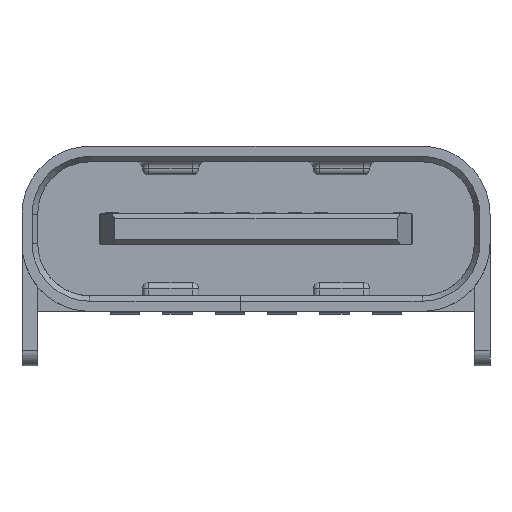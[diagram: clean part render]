
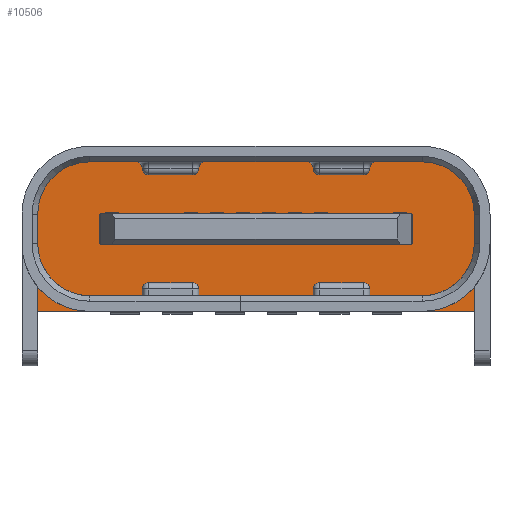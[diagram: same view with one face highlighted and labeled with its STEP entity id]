
A CAD part, front view. The second image highlights one B-rep face of the part: STEP entity #10506.
In plain terms, the highlighted planar face has unit normal (0, -1, 0).
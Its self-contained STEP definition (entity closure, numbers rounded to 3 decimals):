
#125 = CARTESIAN_POINT ( 'NONE',  ( 0.3, 5.81, 0. ) ) ;
#172 = CARTESIAN_POINT ( 'NONE',  ( 0.3, 5.81, 0. ) ) ;
#421 = LINE ( 'NONE', #4211, #8918 ) ;
#588 = AXIS2_PLACEMENT_3D ( 'NONE', #3364, #9106, #4195 ) ;
#665 = CARTESIAN_POINT ( 'NONE',  ( 1.495, 5.81, 1.88 ) ) ;
#741 = VECTOR ( 'NONE', #2989, 1000. ) ;
#763 = CARTESIAN_POINT ( 'NONE',  ( 1.495, 5.81, 1.28 ) ) ;
#820 = ORIENTED_EDGE ( 'NONE', *, *, #4767, .T. ) ;
#833 = ORIENTED_EDGE ( 'NONE', *, *, #6836, .F. ) ;
#860 = EDGE_LOOP ( 'NONE', ( #820, #6538, #8638, #833, #4014, #863 ) ) ;
#863 = ORIENTED_EDGE ( 'NONE', *, *, #3292, .F. ) ;
#1058 = AXIS2_PLACEMENT_3D ( 'NONE', #2727, #8481, #3543 ) ;
#1063 = PLANE ( 'NONE',  #1058 ) ;
#1084 = VERTEX_POINT ( 'NONE', #3947 ) ;
#1149 = LINE ( 'NONE', #5168, #3075 ) ;
#1183 = VERTEX_POINT ( 'NONE', #10644 ) ;
#1228 = VECTOR ( 'NONE', #4313, 1000. ) ;
#1436 = LINE ( 'NONE', #3876, #5570 ) ;
#1445 = LINE ( 'NONE', #125, #5576 ) ;
#1448 = DIRECTION ( 'NONE',  ( -1., 0., 0. ) ) ;
#1676 = VECTOR ( 'NONE', #2635, 1000. ) ;
#1949 = LINE ( 'NONE', #7550, #1676 ) ;
#1990 = CIRCLE ( 'NONE', #588, 1. ) ;
#2600 = EDGE_CURVE ( 'NONE', #1084, #2703, #5760, .T. ) ;
#2635 = DIRECTION ( 'NONE',  ( -1., 0., 0. ) ) ;
#2703 = VERTEX_POINT ( 'NONE', #763 ) ;
#2727 = CARTESIAN_POINT ( 'NONE',  ( 4.475, 5.81, 1.363 ) ) ;
#2989 = DIRECTION ( 'NONE',  ( 1., 0., 0. ) ) ;
#3075 = VECTOR ( 'NONE', #10074, 1000. ) ;
#3292 = EDGE_CURVE ( 'NONE', #10492, #6087, #3680, .T. ) ;
#3358 = AXIS2_PLACEMENT_3D ( 'NONE', #9359, #4453, #10187 ) ;
#3364 = CARTESIAN_POINT ( 'NONE',  ( 7.65, 5.81, 1.86 ) ) ;
#3398 = EDGE_CURVE ( 'NONE', #5471, #1183, #4591, .T. ) ;
#3543 = DIRECTION ( 'NONE',  ( 1., 0., 0. ) ) ;
#3563 = ORIENTED_EDGE ( 'NONE', *, *, #7168, .T. ) ;
#3680 = LINE ( 'NONE', #8399, #1228 ) ;
#3683 = VERTEX_POINT ( 'NONE', #665 ) ;
#3876 = CARTESIAN_POINT ( 'NONE',  ( 1.495, 5.81, 1.28 ) ) ;
#3947 = CARTESIAN_POINT ( 'NONE',  ( 7.455, 5.81, 1.28 ) ) ;
#4014 = ORIENTED_EDGE ( 'NONE', *, *, #8108, .F. ) ;
#4183 = EDGE_CURVE ( 'NONE', #10188, #3683, #421, .T. ) ;
#4195 = DIRECTION ( 'NONE',  ( 1., 0., 0. ) ) ;
#4211 = CARTESIAN_POINT ( 'NONE',  ( 7.455, 5.81, 1.88 ) ) ;
#4271 = VERTEX_POINT ( 'NONE', #172 ) ;
#4313 = DIRECTION ( 'NONE',  ( 0., 0., -1. ) ) ;
#4453 = DIRECTION ( 'NONE',  ( 0., -1., 0. ) ) ;
#4591 = CIRCLE ( 'NONE', #3358, 1. ) ;
#4703 = DIRECTION ( 'NONE',  ( 0., 0., 1. ) ) ;
#4767 = EDGE_CURVE ( 'NONE', #10492, #10662, #1990, .T. ) ;
#5141 = LINE ( 'NONE', #8730, #741 ) ;
#5168 = CARTESIAN_POINT ( 'NONE',  ( 7.455, 5.81, 1.28 ) ) ;
#5471 = VERTEX_POINT ( 'NONE', #7478 ) ;
#5565 = CARTESIAN_POINT ( 'NONE',  ( 7.455, 5.81, 1.28 ) ) ;
#5570 = VECTOR ( 'NONE', #4703, 1000. ) ;
#5576 = VECTOR ( 'NONE', #6693, 1000. ) ;
#5760 = LINE ( 'NONE', #5565, #9869 ) ;
#5921 = EDGE_LOOP ( 'NONE', ( #9979, #6336, #9259, #3563 ) ) ;
#6087 = VERTEX_POINT ( 'NONE', #9276 ) ;
#6336 = ORIENTED_EDGE ( 'NONE', *, *, #8167, .F. ) ;
#6538 = ORIENTED_EDGE ( 'NONE', *, *, #8419, .F. ) ;
#6621 = FACE_BOUND ( 'NONE', #5921, .T. ) ;
#6693 = DIRECTION ( 'NONE',  ( 0., 0., 1. ) ) ;
#6836 = EDGE_CURVE ( 'NONE', #4271, #1183, #1445, .T. ) ;
#7168 = EDGE_CURVE ( 'NONE', #2703, #3683, #1436, .T. ) ;
#7478 = CARTESIAN_POINT ( 'NONE',  ( 1.3, 5.81, 2.86 ) ) ;
#7550 = CARTESIAN_POINT ( 'NONE',  ( 8.65, 5.81, 0. ) ) ;
#8108 = EDGE_CURVE ( 'NONE', #6087, #4271, #1949, .T. ) ;
#8167 = EDGE_CURVE ( 'NONE', #1084, #10188, #1149, .T. ) ;
#8399 = CARTESIAN_POINT ( 'NONE',  ( 8.65, 5.81, 1.86 ) ) ;
#8419 = EDGE_CURVE ( 'NONE', #5471, #10662, #5141, .T. ) ;
#8445 = CARTESIAN_POINT ( 'NONE',  ( 7.65, 5.81, 2.86 ) ) ;
#8481 = DIRECTION ( 'NONE',  ( 0., 1., 0. ) ) ;
#8638 = ORIENTED_EDGE ( 'NONE', *, *, #3398, .T. ) ;
#8722 = CARTESIAN_POINT ( 'NONE',  ( 7.455, 5.81, 1.88 ) ) ;
#8730 = CARTESIAN_POINT ( 'NONE',  ( 1.3, 5.81, 2.86 ) ) ;
#8797 = FACE_OUTER_BOUND ( 'NONE', #860, .T. ) ;
#8918 = VECTOR ( 'NONE', #9947, 1000. ) ;
#9106 = DIRECTION ( 'NONE',  ( 0., -1., 0. ) ) ;
#9259 = ORIENTED_EDGE ( 'NONE', *, *, #2600, .T. ) ;
#9276 = CARTESIAN_POINT ( 'NONE',  ( 8.65, 5.81, 0. ) ) ;
#9359 = CARTESIAN_POINT ( 'NONE',  ( 1.3, 5.81, 1.86 ) ) ;
#9869 = VECTOR ( 'NONE', #1448, 1000. ) ;
#9947 = DIRECTION ( 'NONE',  ( -1., 0., 0. ) ) ;
#9950 = CARTESIAN_POINT ( 'NONE',  ( 8.65, 5.81, 1.86 ) ) ;
#9979 = ORIENTED_EDGE ( 'NONE', *, *, #4183, .F. ) ;
#10074 = DIRECTION ( 'NONE',  ( 0., 0., 1. ) ) ;
#10187 = DIRECTION ( 'NONE',  ( 1., 0., 0. ) ) ;
#10188 = VERTEX_POINT ( 'NONE', #8722 ) ;
#10492 = VERTEX_POINT ( 'NONE', #9950 ) ;
#10506 = ADVANCED_FACE ( 'NONE', ( #8797, #6621 ), #1063, .F. ) ;
#10644 = CARTESIAN_POINT ( 'NONE',  ( 0.3, 5.81, 1.86 ) ) ;
#10662 = VERTEX_POINT ( 'NONE', #8445 ) ;
